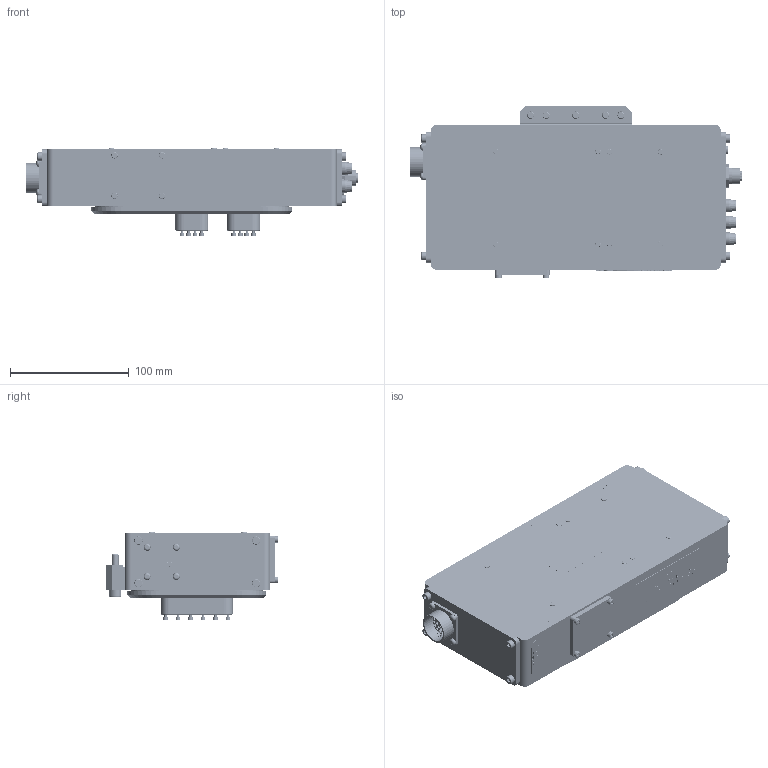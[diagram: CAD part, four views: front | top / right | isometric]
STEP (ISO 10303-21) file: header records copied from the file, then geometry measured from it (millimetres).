
FILE_DESCRIPTION (( 'STEP AP214' ), '1' );
FILE_NAME ('P7501-015.STEP', '2023-11-06T13:34:34', ( '' ), ( '' ), 'SwSTEP 2.0', 'SolidWorks 2021', '' );
FILE_SCHEMA (( 'AUTOMOTIVE_DESIGN' ));
Length unit declared in the file: millimetre
Products named in the file (1): P7501-015
Bounding box: 279.3 x 145 x 73.3 mm (x, y, z)
Volume: 1668955.4 mm3; surface area: 362373.5 mm2
Topology: 124 solids, 126 shells, 6504 faces, 16171 edges, 10536 vertices
Faces by surface type: plane 3227, cylinder 1521, bspline 1360, cone 276, torus 118, sphere 2
Entity records: 326867 total; most frequent: CARTESIAN_POINT 105660, ORIENTED_EDGE 32174, DIRECTION 26900, EDGE_CURVE 16087, VERTEX_POINT 10536, VECTOR 9604, LINE 9604, AXIS2_PLACEMENT_3D 8648
